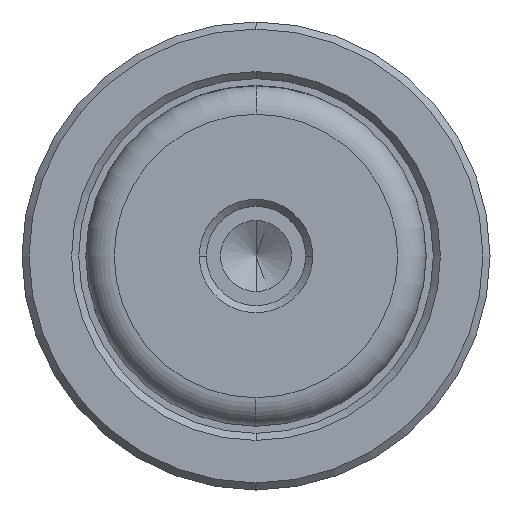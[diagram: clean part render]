
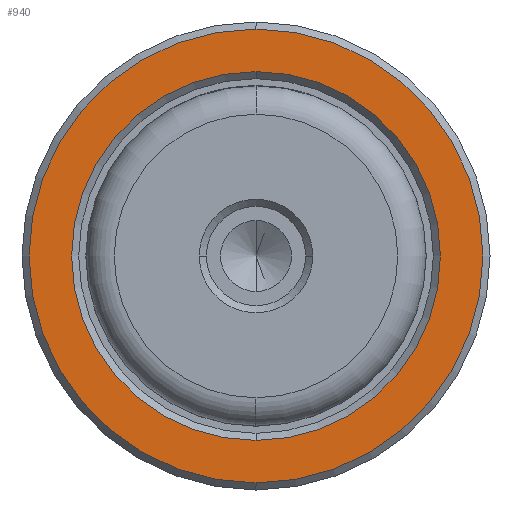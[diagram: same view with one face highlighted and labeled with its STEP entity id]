
A CAD part, left-side view. The second image highlights one B-rep face of the part: STEP entity #940.
In plain terms, the highlighted planar face has unit normal (-1, 0, 0).
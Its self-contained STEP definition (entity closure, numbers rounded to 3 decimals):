
#38 = DIRECTION ( 'NONE',  ( -1., 0., 0. ) ) ;
#73 = DIRECTION ( 'NONE',  ( 1., 0., 0. ) ) ;
#175 = EDGE_CURVE ( 'NONE', #1764, #2210, #1081, .T. ) ;
#295 = ORIENTED_EDGE ( 'NONE', *, *, #1012, .T. ) ;
#339 = CARTESIAN_POINT ( 'NONE',  ( 24., 0., 0. ) ) ;
#405 = CARTESIAN_POINT ( 'NONE',  ( 24., 0., 0. ) ) ;
#424 = CARTESIAN_POINT ( 'NONE',  ( 24., 0., 16. ) ) ;
#442 = CARTESIAN_POINT ( 'NONE',  ( 24., 0., 0. ) ) ;
#522 = DIRECTION ( 'NONE',  ( 0., 0., -1. ) ) ;
#561 = AXIS2_PLACEMENT_3D ( 'NONE', #1168, #73, #1348 ) ;
#593 = DIRECTION ( 'NONE',  ( 0., 0., 1. ) ) ;
#631 = DIRECTION ( 'NONE',  ( 0., 0., 1. ) ) ;
#700 = AXIS2_PLACEMENT_3D ( 'NONE', #339, #1610, #522 ) ;
#731 = EDGE_CURVE ( 'NONE', #1385, #1772, #1136, .T. ) ;
#780 = CARTESIAN_POINT ( 'NONE',  ( 24., 0., 13. ) ) ;
#828 = AXIS2_PLACEMENT_3D ( 'NONE', #442, #1721, #631 ) ;
#852 = CARTESIAN_POINT ( 'NONE',  ( 24., -12., 0. ) ) ;
#905 = CARTESIAN_POINT ( 'NONE',  ( 24., 0., -13. ) ) ;
#940 = ADVANCED_FACE ( 'NONE', ( #1770, #2181 ), #1560, .T. ) ;
#993 = EDGE_CURVE ( 'NONE', #1772, #1385, #2076, .T. ) ;
#1012 = EDGE_CURVE ( 'NONE', #2210, #1764, #1590, .T. ) ;
#1023 = ORIENTED_EDGE ( 'NONE', *, *, #993, .T. ) ;
#1081 = CIRCLE ( 'NONE', #2327, 16. ) ;
#1136 = CIRCLE ( 'NONE', #700, 13. ) ;
#1168 = CARTESIAN_POINT ( 'NONE',  ( 24., 0., 0. ) ) ;
#1214 = EDGE_LOOP ( 'NONE', ( #295, #2238 ) ) ;
#1315 = DIRECTION ( 'NONE',  ( 0., 0., 1. ) ) ;
#1348 = DIRECTION ( 'NONE',  ( 0., 0., -1. ) ) ;
#1385 = VERTEX_POINT ( 'NONE', #905 ) ;
#1560 = PLANE ( 'NONE',  #2328 ) ;
#1590 = CIRCLE ( 'NONE', #828, 16. ) ;
#1601 = EDGE_LOOP ( 'NONE', ( #1023, #1645 ) ) ;
#1610 = DIRECTION ( 'NONE',  ( 1., 0., 0. ) ) ;
#1645 = ORIENTED_EDGE ( 'NONE', *, *, #731, .T. ) ;
#1682 = DIRECTION ( 'NONE',  ( -1., 0., 0. ) ) ;
#1721 = DIRECTION ( 'NONE',  ( -1., 0., 0. ) ) ;
#1764 = VERTEX_POINT ( 'NONE', #424 ) ;
#1770 = FACE_OUTER_BOUND ( 'NONE', #1214, .T. ) ;
#1772 = VERTEX_POINT ( 'NONE', #780 ) ;
#1846 = CARTESIAN_POINT ( 'NONE',  ( 24., 0., -16. ) ) ;
#2076 = CIRCLE ( 'NONE', #561, 13. ) ;
#2181 = FACE_BOUND ( 'NONE', #1601, .T. ) ;
#2210 = VERTEX_POINT ( 'NONE', #1846 ) ;
#2238 = ORIENTED_EDGE ( 'NONE', *, *, #175, .T. ) ;
#2327 = AXIS2_PLACEMENT_3D ( 'NONE', #405, #1682, #593 ) ;
#2328 = AXIS2_PLACEMENT_3D ( 'NONE', #852, #38, #1315 ) ;
